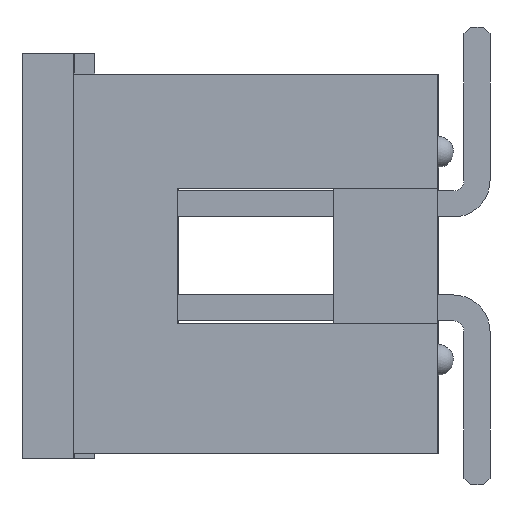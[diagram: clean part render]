
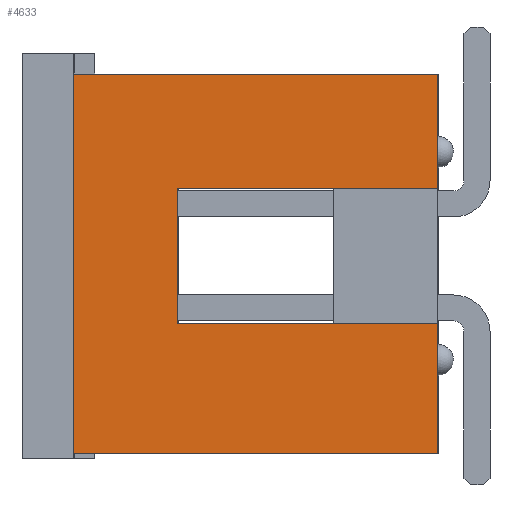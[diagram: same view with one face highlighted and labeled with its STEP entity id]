
A CAD part, left-side view. The second image highlights one B-rep face of the part: STEP entity #4633.
In plain terms, the highlighted planar face has unit normal (-1, 0, 0).
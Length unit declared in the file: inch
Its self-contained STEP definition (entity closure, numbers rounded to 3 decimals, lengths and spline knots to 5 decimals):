
#1287=ORIENTED_EDGE('',*,*,#2001,.F.);
#1288=ORIENTED_EDGE('',*,*,#2027,.F.);
#1289=ORIENTED_EDGE('',*,*,#2024,.F.);
#1290=ORIENTED_EDGE('',*,*,#2048,.F.);
#1291=ORIENTED_EDGE('',*,*,#2049,.T.);
#1292=ORIENTED_EDGE('',*,*,#2050,.T.);
#1293=ORIENTED_EDGE('',*,*,#2020,.F.);
#1294=ORIENTED_EDGE('',*,*,#2040,.F.);
#2001=EDGE_CURVE('',#2479,#2459,#3059,.T.);
#2020=EDGE_CURVE('',#2498,#2499,#3074,.T.);
#2024=EDGE_CURVE('',#2502,#2503,#3078,.T.);
#2027=EDGE_CURVE('',#2503,#2479,#3081,.T.);
#2040=EDGE_CURVE('',#2459,#2498,#3094,.T.);
#2048=EDGE_CURVE('',#2513,#2502,#3102,.T.);
#2049=EDGE_CURVE('',#2513,#2514,#3103,.T.);
#2050=EDGE_CURVE('',#2514,#2499,#3104,.T.);
#2459=VERTEX_POINT('',#7275);
#2479=VERTEX_POINT('',#7316);
#2498=VERTEX_POINT('',#7355);
#2499=VERTEX_POINT('',#7357);
#2502=VERTEX_POINT('',#7363);
#2503=VERTEX_POINT('',#7365);
#2513=VERTEX_POINT('',#7407);
#2514=VERTEX_POINT('',#7409);
#3059=LINE('',#7317,#3675);
#3074=LINE('',#7356,#3690);
#3078=LINE('',#7364,#3694);
#3081=LINE('',#7369,#3697);
#3094=LINE('',#7392,#3710);
#3102=LINE('',#7406,#3718);
#3103=LINE('',#7408,#3719);
#3104=LINE('',#7410,#3720);
#3675=VECTOR('',#5988,39.37008);
#3690=VECTOR('',#6013,39.37008);
#3694=VECTOR('',#6017,39.37008);
#3697=VECTOR('',#6022,39.37008);
#3710=VECTOR('',#6045,39.37008);
#3718=VECTOR('',#6057,39.37008);
#3719=VECTOR('',#6058,39.37008);
#3720=VECTOR('',#6059,39.37008);
#3963=EDGE_LOOP('',(#1287,#1288,#1289,#1290,#1291,#1292,#1293,#1294));
#4197=FACE_BOUND('',#3963,.T.);
#4407=PLANE('',#4959);
#4633=ADVANCED_FACE('',(#4197),#4407,.F.);
#4959=AXIS2_PLACEMENT_3D('',#7405,#6055,#6056);
#5988=DIRECTION('',(0.,0.,1.));
#6013=DIRECTION('',(0.,0.,-1.));
#6017=DIRECTION('',(0.,0.,-1.));
#6022=DIRECTION('',(0.,1.,0.));
#6045=DIRECTION('',(0.,-1.,0.));
#6055=DIRECTION('',(1.,0.,0.));
#6056=DIRECTION('',(0.,0.,-1.));
#6057=DIRECTION('',(0.,-1.,0.));
#6058=DIRECTION('',(0.,0.,1.));
#6059=DIRECTION('',(0.,-1.,0.));
#7275=CARTESIAN_POINT('',(-0.4,0.35,0.175));
#7316=CARTESIAN_POINT('',(-0.4,0.35,-0.19));
#7317=CARTESIAN_POINT('',(-0.4,0.35,-0.19));
#7355=CARTESIAN_POINT('',(-0.4,0.,0.175));
#7356=CARTESIAN_POINT('',(-0.4,0.,0.175));
#7357=CARTESIAN_POINT('',(-0.4,0.,0.065));
#7363=CARTESIAN_POINT('',(-0.4,0.,-0.065));
#7364=CARTESIAN_POINT('',(-0.4,0.,0.175));
#7365=CARTESIAN_POINT('',(-0.4,0.,-0.19));
#7369=CARTESIAN_POINT('',(-0.4,0.,-0.19));
#7392=CARTESIAN_POINT('',(-0.4,0.35,0.175));
#7405=CARTESIAN_POINT('',(-0.4,0.,0.));
#7406=CARTESIAN_POINT('',(-0.4,0.25,-0.065));
#7407=CARTESIAN_POINT('',(-0.4,0.25,-0.065));
#7408=CARTESIAN_POINT('',(-0.4,0.25,0.));
#7409=CARTESIAN_POINT('',(-0.4,0.25,0.065));
#7410=CARTESIAN_POINT('',(-0.4,0.25,0.065));
